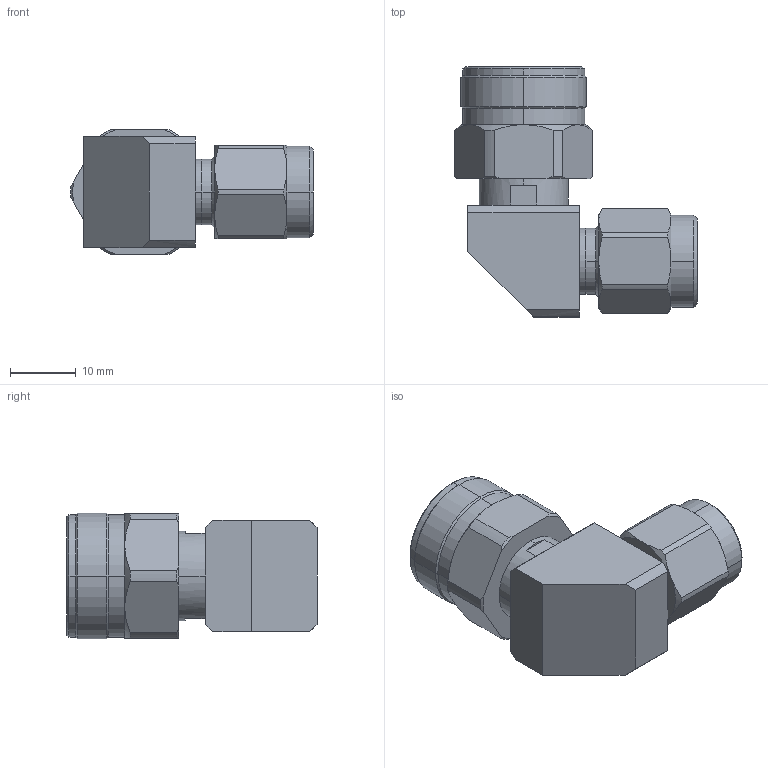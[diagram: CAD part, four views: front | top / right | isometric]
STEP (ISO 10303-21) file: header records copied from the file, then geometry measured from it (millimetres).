
FILE_DESCRIPTION (( 'STEP AP214' ), '1' );
FILE_NAME ('FMAD1577_3D.STEP', '2022-08-04T04:49:43', ( '' ), ( '' ), 'SwSTEP 2.0', 'SolidWorks 2021', '' );
FILE_SCHEMA (( 'AUTOMOTIVE_DESIGN' ));
Length unit declared in the file: millimetre
Products named in the file (4): FMAD1577_3D; Copy of ALS-N3T8-18-3-RIGHT^FMAD1577; Copy of ALS-N3N8-18-2--N3^FMAD1577; Copy of ALS-T3T8-18-2--TNC3^FMAD1577
Assembly tree (3 placements, depth 2):
  FMAD1577_3D
    Copy of ALS-N3T8-18-3-RIGHT^FMAD1577
    Copy of ALS-N3N8-18-2--N3^FMAD1577
    Copy of ALS-T3T8-18-2--TNC3^FMAD1577
Bounding box: 36.95 x 38.1 x 19.1 mm (x, y, z)
Volume: 10243.5 mm3; surface area: 6468.9 mm2
Topology: 3 solids, 3 shells, 218 faces, 496 edges, 304 vertices
Faces by surface type: cylinder 100, cone 71, plane 47
Entity records: 6352 total; most frequent: CARTESIAN_POINT 1186, DIRECTION 1152, ORIENTED_EDGE 992, EDGE_CURVE 496, AXIS2_PLACEMENT_3D 482, VERTEX_POINT 304, CIRCLE 258, EDGE_LOOP 238
